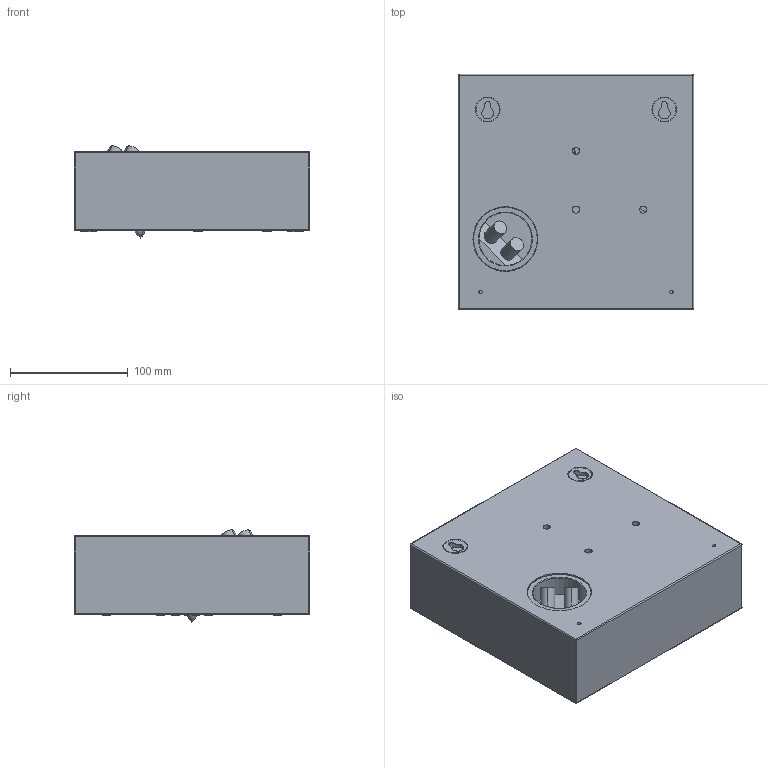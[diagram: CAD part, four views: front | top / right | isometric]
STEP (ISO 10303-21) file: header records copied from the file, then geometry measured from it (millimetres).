
FILE_DESCRIPTION (( 'STEP AP203' ), '1' );
FILE_NAME ('Evolve 2-1.STEP', '2023-06-02T23:56:14', ( 'user' ), ( '' ), 'SwSTEP 2.0', 'SolidWorks 2021', '' );
FILE_SCHEMA (( 'CONFIG_CONTROL_DESIGN' ));
Length unit declared in the file: millimetre
Products named in the file (8): Keyhole; Peerless 830987 3 inch driver; Artcoustic Target SL; Torx screw; Metal cap; tweeter XT25T; Evolve 2-1; Round terminA
Assembly tree (22 placements, depth 2):
  Evolve 2-1
    Artcoustic Target SL
    Peerless 830987 3 inch driver  x2
    tweeter XT25T
    Keyhole  x2
    Torx screw  x13
    Metal cap  x2
    Round terminA
Bounding box: 200 x 200 x 78.47 mm (x, y, z)
Volume: 1449263.5 mm3; surface area: 313552.5 mm2
Topology: 22 solids, 24 shells, 1552 faces, 3542 edges, 1991 vertices
Faces by surface type: cylinder 790, plane 363, torus 231, sphere 112, cone 48, bspline 8
Entity records: 12062 total; most frequent: DIRECTION 2098, CARTESIAN_POINT 1991, ORIENTED_EDGE 1672, AXIS2_PLACEMENT_3D 889, EDGE_CURVE 836, VERTEX_POINT 512, CIRCLE 489, EDGE_LOOP 454
